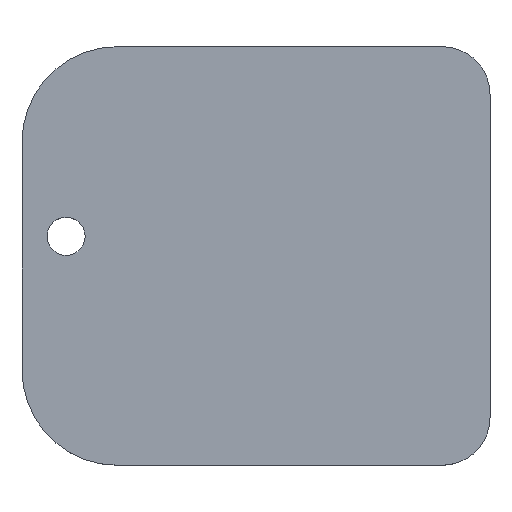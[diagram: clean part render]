
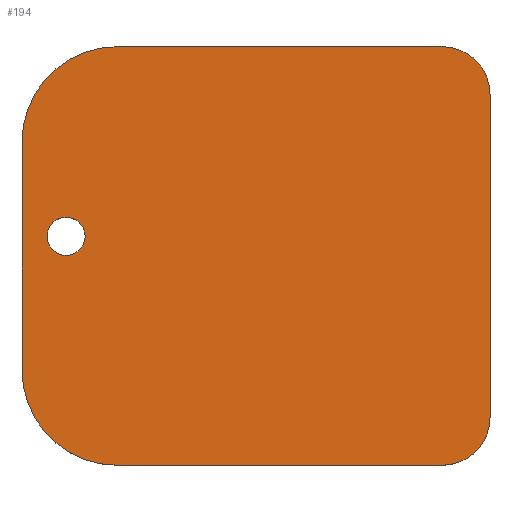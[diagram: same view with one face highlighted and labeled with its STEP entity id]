
A CAD part, top view. The second image highlights one B-rep face of the part: STEP entity #194.
In plain terms, the highlighted planar face has unit normal (0, 0, 1).
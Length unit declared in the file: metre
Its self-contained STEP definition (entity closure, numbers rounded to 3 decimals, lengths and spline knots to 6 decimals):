
#12=CIRCLE('',#218,0.001);
#14=CIRCLE('',#221,0.0025);
#15=CIRCLE('',#222,0.005);
#16=CIRCLE('',#223,0.005);
#17=CIRCLE('',#224,0.0025);
#45=ORIENTED_EDGE('',*,*,#81,.F.);
#46=ORIENTED_EDGE('',*,*,#97,.T.);
#47=ORIENTED_EDGE('',*,*,#83,.T.);
#48=ORIENTED_EDGE('',*,*,#98,.T.);
#49=ORIENTED_EDGE('',*,*,#89,.T.);
#50=ORIENTED_EDGE('',*,*,#99,.T.);
#51=ORIENTED_EDGE('',*,*,#93,.F.);
#52=ORIENTED_EDGE('',*,*,#100,.T.);
#53=ORIENTED_EDGE('',*,*,#95,.F.);
#81=EDGE_CURVE('',#107,#108,#125,.T.);
#83=EDGE_CURVE('',#109,#110,#127,.T.);
#89=EDGE_CURVE('',#116,#115,#133,.T.);
#93=EDGE_CURVE('',#119,#120,#137,.T.);
#95=EDGE_CURVE('',#121,#121,#12,.T.);
#97=EDGE_CURVE('',#107,#109,#14,.T.);
#98=EDGE_CURVE('',#110,#116,#15,.T.);
#99=EDGE_CURVE('',#115,#120,#16,.T.);
#100=EDGE_CURVE('',#119,#108,#17,.T.);
#107=VERTEX_POINT('',#300);
#108=VERTEX_POINT('',#302);
#109=VERTEX_POINT('',#306);
#110=VERTEX_POINT('',#307);
#115=VERTEX_POINT('',#318);
#116=VERTEX_POINT('',#320);
#119=VERTEX_POINT('',#327);
#120=VERTEX_POINT('',#329);
#121=VERTEX_POINT('',#333);
#125=LINE('',#301,#141);
#127=LINE('',#305,#143);
#133=LINE('',#319,#149);
#137=LINE('',#328,#153);
#141=VECTOR('',#240,1.);
#143=VECTOR('',#244,1.);
#149=VECTOR('',#252,1.);
#153=VECTOR('',#258,1.);
#161=EDGE_LOOP('',(#45,#46,#47,#48,#49,#50,#51,#52));
#162=EDGE_LOOP('',(#53));
#175=FACE_BOUND('',#161,.T.);
#176=FACE_BOUND('',#162,.T.);
#187=PLANE('',#220);
#194=ADVANCED_FACE('',(#175,#176),#187,.T.);
#218=AXIS2_PLACEMENT_3D('',#332,#262,#263);
#220=AXIS2_PLACEMENT_3D('',#336,#266,#267);
#221=AXIS2_PLACEMENT_3D('',#337,#268,#269);
#222=AXIS2_PLACEMENT_3D('',#338,#270,#271);
#223=AXIS2_PLACEMENT_3D('',#339,#272,#273);
#224=AXIS2_PLACEMENT_3D('',#340,#274,#275);
#240=DIRECTION('',(0.,-1.,0.));
#244=DIRECTION('',(-1.,0.,0.));
#252=DIRECTION('',(0.,-1.,0.));
#258=DIRECTION('',(-1.,0.,0.));
#262=DIRECTION('',(0.,0.,1.));
#263=DIRECTION('',(1.,0.,0.));
#266=DIRECTION('',(0.,0.,1.));
#267=DIRECTION('',(1.,0.,0.));
#268=DIRECTION('',(0.,0.,1.));
#269=DIRECTION('',(1.,0.,0.));
#270=DIRECTION('',(0.,0.,1.));
#271=DIRECTION('',(1.,0.,0.));
#272=DIRECTION('',(0.,0.,1.));
#273=DIRECTION('',(1.,0.,0.));
#274=DIRECTION('',(0.,0.,1.));
#275=DIRECTION('',(1.,0.,0.));
#300=CARTESIAN_POINT('',(0.01655,0.035544,0.001));
#301=CARTESIAN_POINT('',(0.01655,0.027044,0.001));
#302=CARTESIAN_POINT('',(0.01655,0.018544,0.001));
#305=CARTESIAN_POINT('',(0.00425,0.038044,0.001));
#306=CARTESIAN_POINT('',(0.01405,0.038044,0.001));
#307=CARTESIAN_POINT('',(-0.00305,0.038044,0.001));
#318=CARTESIAN_POINT('',(-0.00805,0.021044,0.001));
#319=CARTESIAN_POINT('',(-0.00805,0.027044,0.001));
#320=CARTESIAN_POINT('',(-0.00805,0.033044,0.001));
#327=CARTESIAN_POINT('',(0.01405,0.016044,0.001));
#328=CARTESIAN_POINT('',(0.00425,0.016044,0.001));
#329=CARTESIAN_POINT('',(-0.00305,0.016044,0.001));
#332=CARTESIAN_POINT('',(-0.005732,0.028074,0.001));
#333=CARTESIAN_POINT('',(-0.004732,0.028074,0.001));
#336=CARTESIAN_POINT('',(0.00421,0.039267,0.001));
#337=CARTESIAN_POINT('',(0.01405,0.035544,0.001));
#338=CARTESIAN_POINT('',(-0.00305,0.033044,0.001));
#339=CARTESIAN_POINT('',(-0.00305,0.021044,0.001));
#340=CARTESIAN_POINT('',(0.01405,0.018544,0.001));
